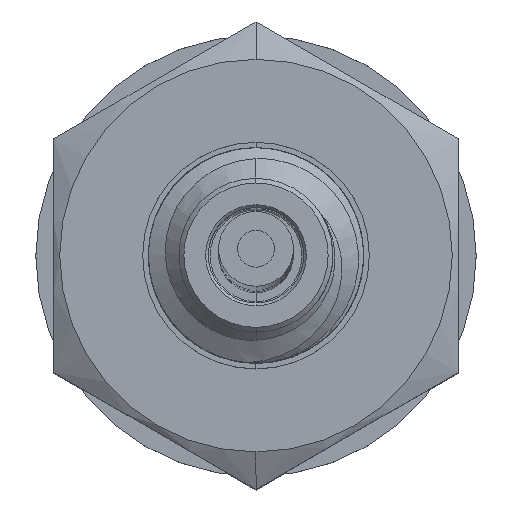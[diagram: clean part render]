
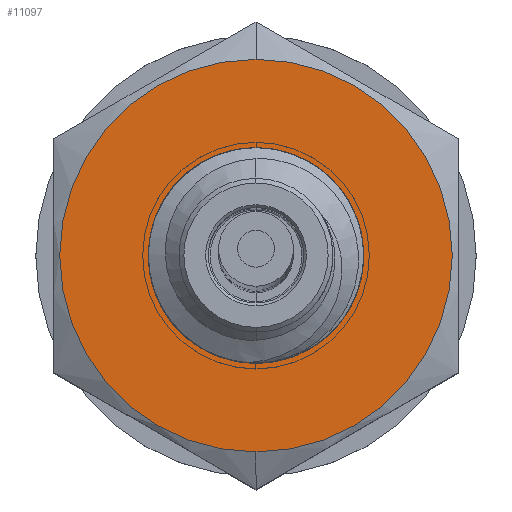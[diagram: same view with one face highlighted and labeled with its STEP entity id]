
A CAD part, top view. The second image highlights one B-rep face of the part: STEP entity #11097.
In plain terms, the highlighted face is planar.
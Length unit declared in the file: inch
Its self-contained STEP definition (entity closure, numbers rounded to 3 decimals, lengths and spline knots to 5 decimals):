
#10274=CARTESIAN_POINT('',(0.,0.09449,0.));
#10275=DIRECTION('',(0.,1.,0.));
#10276=DIRECTION('',(0.,0.,-1.));
#10277=AXIS2_PLACEMENT_3D('',#10274,#10275,#10276);
#10279=CARTESIAN_POINT('',(0.,0.09449,0.));
#10280=DIRECTION('',(0.,1.,0.));
#10281=DIRECTION('',(0.,0.,1.));
#10282=AXIS2_PLACEMENT_3D('',#10279,#10280,#10281);
#10288=CARTESIAN_POINT('',(0.,0.09449,0.));
#10289=DIRECTION('',(0.,-1.,0.));
#10290=DIRECTION('',(0.,0.,1.));
#10291=AXIS2_PLACEMENT_3D('',#10288,#10289,#10290);
#10311=CARTESIAN_POINT('',(0.,0.09449,0.));
#10312=DIRECTION('',(0.,-1.,0.));
#10313=DIRECTION('',(0.,0.,-1.));
#10314=AXIS2_PLACEMENT_3D('',#10311,#10312,#10313);
#10912=CARTESIAN_POINT('',(0.,0.09449,0.10501));
#10913=CARTESIAN_POINT('',(0.,0.09449,-0.10501));
#10914=VERTEX_POINT('',#10912);
#10915=VERTEX_POINT('',#10913);
#10936=CARTESIAN_POINT('',(0.,0.09449,0.05071));
#10937=CARTESIAN_POINT('',(0.,0.09449,-0.05071));
#10938=VERTEX_POINT('',#10936);
#10939=VERTEX_POINT('',#10937);
#11082=CARTESIAN_POINT('',(0.04921,0.09449,0.));
#11083=DIRECTION('',(0.,1.,0.));
#11084=DIRECTION('',(0.,0.,1.));
#11085=AXIS2_PLACEMENT_3D('',#11082,#11083,#11084);
#11086=PLANE('',#11085);
#11087=ORIENTED_EDGE('',*,*,#11069,.F.);
#11088=ORIENTED_EDGE('',*,*,#11059,.F.);
#11089=EDGE_LOOP('',(#11087,#11088));
#11090=FACE_OUTER_BOUND('',#11089,.F.);
#11092=ORIENTED_EDGE('',*,*,#11091,.F.);
#11094=ORIENTED_EDGE('',*,*,#11093,.F.);
#11095=EDGE_LOOP('',(#11092,#11094));
#11096=FACE_BOUND('',#11095,.F.);
#11097=ADVANCED_FACE('',(#11090,#11096),#11086,.T.);
#10278=CIRCLE('',#10277,0.10501);
#10283=CIRCLE('',#10282,0.10501);
#10292=CIRCLE('',#10291,0.05071);
#10315=CIRCLE('',#10314,0.05071);
#11059=EDGE_CURVE('',#10915,#10914,#10278,.T.);
#11069=EDGE_CURVE('',#10914,#10915,#10283,.T.);
#11091=EDGE_CURVE('',#10938,#10939,#10292,.T.);
#11093=EDGE_CURVE('',#10939,#10938,#10315,.T.);
